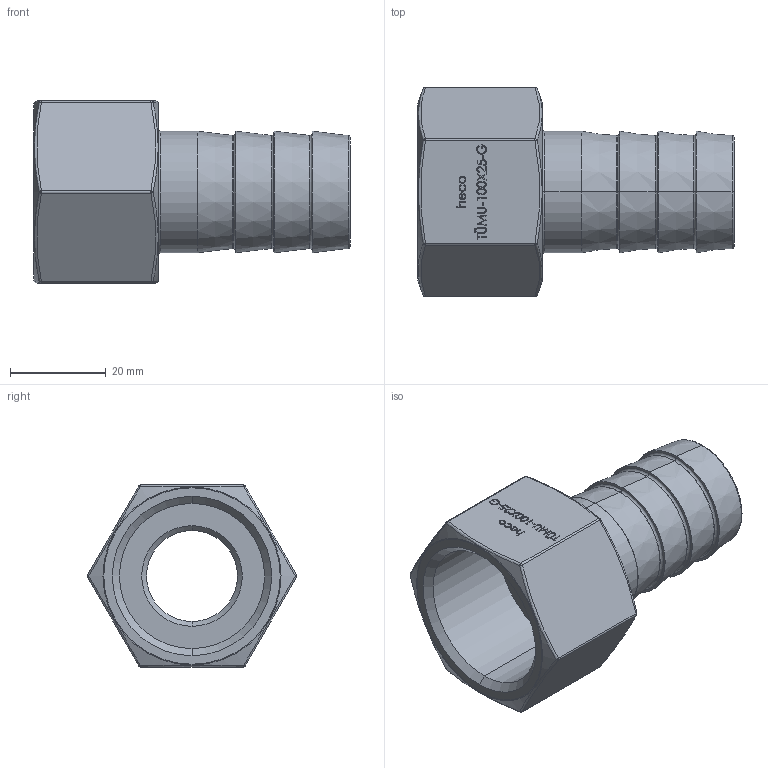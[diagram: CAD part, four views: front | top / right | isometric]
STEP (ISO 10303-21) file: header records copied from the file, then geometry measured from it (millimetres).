
FILE_DESCRIPTION (( 'STEP AP214' ), '1' );
FILE_NAME ('TÜMU-100X25-x Schlauchtülle mit Innengewinde 1806.STEP', '2018-06-05T14:56:00', ( '' ), ( '' ), 'SwSTEP 2.0', 'SolidWorks 2016', '' );
FILE_SCHEMA (( 'AUTOMOTIVE_DESIGN' ));
Length unit declared in the file: millimetre
Products named in the file (1): TÜMU-100X25-x Schlauchtülle mit Innengewinde 1806
Bounding box: 66 x 43.72 x 38 mm (x, y, z)
Volume: 23426.7 mm3; surface area: 12927.1 mm2
Topology: 1 solids, 1 shells, 301 faces, 752 edges, 474 vertices
Faces by surface type: plane 121, bspline 110, cone 24, torus 22, cylinder 12, sphere 12
Entity records: 17107 total; most frequent: CARTESIAN_POINT 8390, ORIENTED_EDGE 1488, DIRECTION 1020, EDGE_CURVE 744, VERTEX_POINT 470, LINE 404, VECTOR 404, EDGE_LOOP 328
